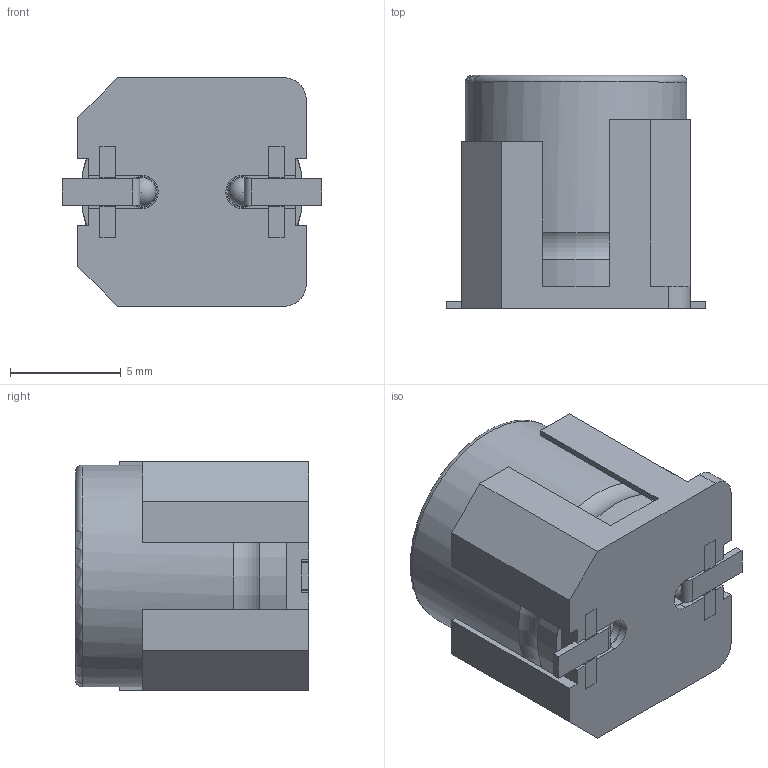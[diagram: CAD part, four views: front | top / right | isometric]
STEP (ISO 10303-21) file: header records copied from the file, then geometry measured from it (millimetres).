
FILE_DESCRIPTION(/* description */ (''),/* implementation_level */ '2;1');
FILE_NAME(/* name */ '耐振品Φ10 SIZE CODE G.stp',/* time_stamp */ '2018-06-18T10:52:18+09:00',/* author */ ('HIDE'),/* organization */ (''),/* preprocessor_version */ 'ST-DEVELOPER v16.13',/* originating_system */ 'Autodesk Inventor 2018',/* authorisation */ '');
FILE_SCHEMA (('AUTOMOTIVE_DESIGN { 1 0 10303 214 3 1 1 }'));
Length unit declared in the file: millimetre
Products named in the file (5): 耐振品Φ10 SIZE CODE G; ケースΦ10x9.5L SIDE CODE G; 耐振品座版Φ10 SIZE CODE G; 耐振品座版用補助端子Φ10 
SIZE CODE G; 耐振品リード線Φ10 SIZE CODE G
Assembly tree (6 placements, depth 2):
  耐振品Φ10 SIZE CODE G
    ケースΦ10x9.5L SIDE CODE G
    耐振品座版Φ10 SIZE CODE G
    耐振品座版用補助端子Φ10 
SIZE CODE G  x2
    耐振品リード線Φ10 SIZE CODE G  x2
Bounding box: 11.7 x 10.5 x 10.3 mm (x, y, z)
Volume: 958.1 mm3; surface area: 1083.4 mm2
Topology: 6 solids, 6 shells, 133 faces, 364 edges, 241 vertices
Faces by surface type: plane 110, cylinder 17, sphere 4, torus 2
Full cylindrical faces by diameter (mm): 1.3 x2, 1.4 x2, 10 x2
Entity records: 3525 total; most frequent: CARTESIAN_POINT 580, ORIENTED_EDGE 554, DIRECTION 547, EDGE_CURVE 277, LINE 239, VECTOR 239, VERTEX_POINT 187, AXIS2_PLACEMENT_3D 154
